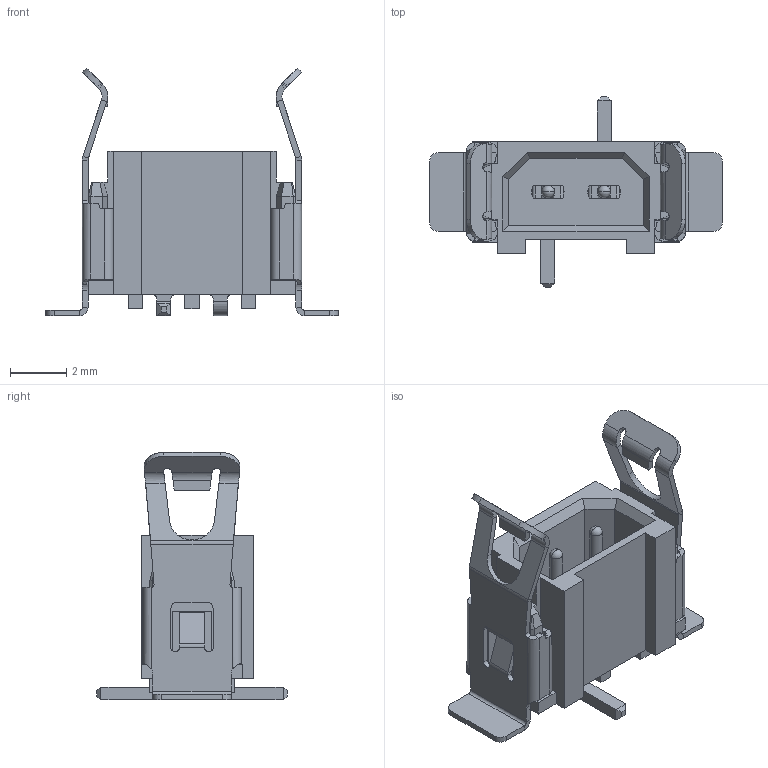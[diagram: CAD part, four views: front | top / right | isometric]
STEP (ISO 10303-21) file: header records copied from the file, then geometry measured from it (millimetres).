
FILE_DESCRIPTION (( 'STEP AP203' ), '1' );
FILE_NAME ('101TL02LS.STEP', '2011-04-11T12:24:34', ( 'Nicolas PERARDEL' ), ( 'Microsoft' ), 'SwSTEP 2.0', 'SolidWorks 2010', '' );
FILE_SCHEMA (( 'CONFIG_CONTROL_DESIGN' ));
Length unit declared in the file: millimetre
Products named in the file (1): 101TL02LS
Bounding box: 10.41 x 6.78 x 8.8 mm (x, y, z)
Volume: 105.4 mm3; surface area: 442.6 mm2
Topology: 5 solids, 5 shells, 551 faces, 1412 edges, 866 vertices
Faces by surface type: plane 346, cylinder 152, bspline 37, cone 12, sphere 4
Entity records: 17447 total; most frequent: CARTESIAN_POINT 4311, ORIENTED_EDGE 2808, DIRECTION 2570, EDGE_CURVE 1404, LINE 984, VECTOR 984, VERTEX_POINT 862, AXIS2_PLACEMENT_3D 793
